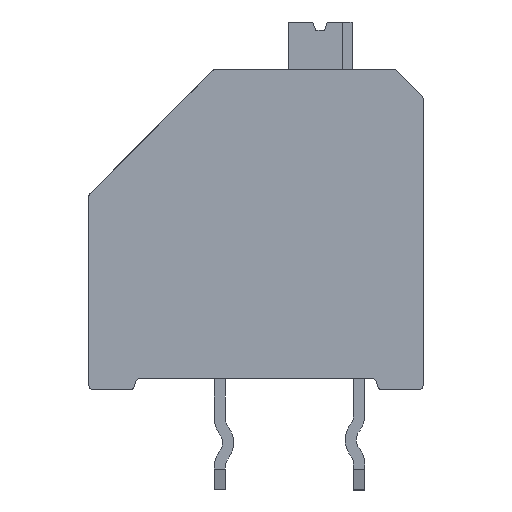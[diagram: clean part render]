
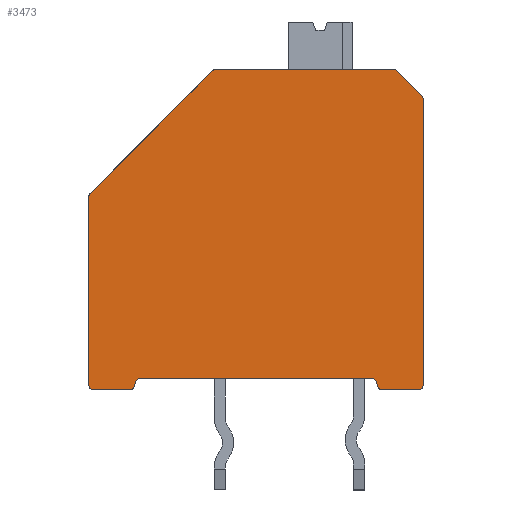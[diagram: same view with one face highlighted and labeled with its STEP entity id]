
A CAD part, front view. The second image highlights one B-rep face of the part: STEP entity #3473.
In plain terms, the highlighted planar face has unit normal (0, -1, 0).
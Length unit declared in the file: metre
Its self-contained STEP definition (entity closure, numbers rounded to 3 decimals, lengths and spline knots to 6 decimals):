
#225=CIRCLE('',#4101,0.00017);
#233=CIRCLE('',#4125,0.00017);
#234=CIRCLE('',#4126,0.00017);
#235=CIRCLE('',#4127,0.00017);
#236=CIRCLE('',#4128,0.00017);
#237=CIRCLE('',#4129,0.00017);
#238=CIRCLE('',#4130,0.00017);
#239=CIRCLE('',#4131,0.00017);
#240=CIRCLE('',#4132,0.00017);
#241=CIRCLE('',#4133,0.00017);
#743=ORIENTED_EDGE('',*,*,#1553,.F.);
#744=ORIENTED_EDGE('',*,*,#1554,.T.);
#745=ORIENTED_EDGE('',*,*,#1555,.T.);
#746=ORIENTED_EDGE('',*,*,#1556,.F.);
#747=ORIENTED_EDGE('',*,*,#1557,.T.);
#748=ORIENTED_EDGE('',*,*,#1558,.F.);
#749=ORIENTED_EDGE('',*,*,#1559,.T.);
#750=ORIENTED_EDGE('',*,*,#1560,.T.);
#751=ORIENTED_EDGE('',*,*,#1561,.F.);
#752=ORIENTED_EDGE('',*,*,#1562,.T.);
#753=ORIENTED_EDGE('',*,*,#1563,.T.);
#754=ORIENTED_EDGE('',*,*,#1564,.T.);
#755=ORIENTED_EDGE('',*,*,#1565,.F.);
#756=ORIENTED_EDGE('',*,*,#1566,.T.);
#757=ORIENTED_EDGE('',*,*,#1567,.T.);
#758=ORIENTED_EDGE('',*,*,#1506,.T.);
#759=ORIENTED_EDGE('',*,*,#1568,.F.);
#760=ORIENTED_EDGE('',*,*,#1569,.T.);
#761=ORIENTED_EDGE('',*,*,#1570,.T.);
#762=ORIENTED_EDGE('',*,*,#1571,.T.);
#1506=EDGE_CURVE('',#1944,#1943,#225,.T.);
#1553=EDGE_CURVE('',#1984,#1985,#2317,.T.);
#1554=EDGE_CURVE('',#1984,#1986,#233,.T.);
#1555=EDGE_CURVE('',#1986,#1987,#2318,.T.);
#1556=EDGE_CURVE('',#1988,#1987,#234,.T.);
#1557=EDGE_CURVE('',#1988,#1989,#2319,.T.);
#1558=EDGE_CURVE('',#1990,#1989,#235,.T.);
#1559=EDGE_CURVE('',#1990,#1991,#2320,.T.);
#1560=EDGE_CURVE('',#1991,#1992,#236,.T.);
#1561=EDGE_CURVE('',#1993,#1992,#2321,.T.);
#1562=EDGE_CURVE('',#1993,#1994,#237,.T.);
#1563=EDGE_CURVE('',#1994,#1995,#2322,.T.);
#1564=EDGE_CURVE('',#1995,#1996,#238,.T.);
#1565=EDGE_CURVE('',#1997,#1996,#2323,.T.);
#1566=EDGE_CURVE('',#1997,#1998,#239,.T.);
#1567=EDGE_CURVE('',#1998,#1944,#2324,.T.);
#1568=EDGE_CURVE('',#1999,#1943,#2325,.T.);
#1569=EDGE_CURVE('',#1999,#2000,#240,.T.);
#1570=EDGE_CURVE('',#2000,#2001,#2326,.T.);
#1571=EDGE_CURVE('',#2001,#1985,#241,.T.);
#1943=VERTEX_POINT('',#5819);
#1944=VERTEX_POINT('',#5821);
#1984=VERTEX_POINT('',#5919);
#1985=VERTEX_POINT('',#5920);
#1986=VERTEX_POINT('',#5922);
#1987=VERTEX_POINT('',#5924);
#1988=VERTEX_POINT('',#5926);
#1989=VERTEX_POINT('',#5928);
#1990=VERTEX_POINT('',#5930);
#1991=VERTEX_POINT('',#5932);
#1992=VERTEX_POINT('',#5934);
#1993=VERTEX_POINT('',#5936);
#1994=VERTEX_POINT('',#5938);
#1995=VERTEX_POINT('',#5940);
#1996=VERTEX_POINT('',#5942);
#1997=VERTEX_POINT('',#5944);
#1998=VERTEX_POINT('',#5946);
#1999=VERTEX_POINT('',#5949);
#2000=VERTEX_POINT('',#5951);
#2001=VERTEX_POINT('',#5953);
#2317=LINE('',#5918,#2651);
#2318=LINE('',#5923,#2652);
#2319=LINE('',#5927,#2653);
#2320=LINE('',#5931,#2654);
#2321=LINE('',#5935,#2655);
#2322=LINE('',#5939,#2656);
#2323=LINE('',#5943,#2657);
#2324=LINE('',#5947,#2658);
#2325=LINE('',#5948,#2659);
#2326=LINE('',#5952,#2660);
#2651=VECTOR('',#4805,1.);
#2652=VECTOR('',#4808,1.);
#2653=VECTOR('',#4811,1.);
#2654=VECTOR('',#4814,1.);
#2655=VECTOR('',#4817,1.);
#2656=VECTOR('',#4820,1.);
#2657=VECTOR('',#4823,1.);
#2658=VECTOR('',#4826,1.);
#2659=VECTOR('',#4827,1.);
#2660=VECTOR('',#4830,1.);
#2896=EDGE_LOOP('',(#743,#744,#745,#746,#747,#748,#749,#750,#751,#752,#753,
#754,#755,#756,#757,#758,#759,#760,#761,#762));
#3098=FACE_BOUND('',#2896,.T.);
#3276=PLANE('',#4124);
#3473=ADVANCED_FACE('',(#3098),#3276,.T.);
#4101=AXIS2_PLACEMENT_3D('',#5820,#4723,#4724);
#4124=AXIS2_PLACEMENT_3D('',#5917,#4803,#4804);
#4125=AXIS2_PLACEMENT_3D('',#5921,#4806,#4807);
#4126=AXIS2_PLACEMENT_3D('',#5925,#4809,#4810);
#4127=AXIS2_PLACEMENT_3D('',#5929,#4812,#4813);
#4128=AXIS2_PLACEMENT_3D('',#5933,#4815,#4816);
#4129=AXIS2_PLACEMENT_3D('',#5937,#4818,#4819);
#4130=AXIS2_PLACEMENT_3D('',#5941,#4821,#4822);
#4131=AXIS2_PLACEMENT_3D('',#5945,#4824,#4825);
#4132=AXIS2_PLACEMENT_3D('',#5950,#4828,#4829);
#4133=AXIS2_PLACEMENT_3D('',#5954,#4831,#4832);
#4723=DIRECTION('',(0.,-1.,0.));
#4724=DIRECTION('',(0.,0.,-1.));
#4803=DIRECTION('',(0.,-1.,0.));
#4804=DIRECTION('',(0.,0.,-1.));
#4805=DIRECTION('',(-1.,0.,0.));
#4806=DIRECTION('',(0.,-1.,0.));
#4807=DIRECTION('',(0.,0.,-1.));
#4808=DIRECTION('',(0.259,0.,0.966));
#4809=DIRECTION('',(0.,-1.,0.));
#4810=DIRECTION('',(0.,0.,-1.));
#4811=DIRECTION('',(1.,0.,0.));
#4812=DIRECTION('',(0.,-1.,0.));
#4813=DIRECTION('',(0.,0.,-1.));
#4814=DIRECTION('',(0.259,0.,-0.966));
#4815=DIRECTION('',(0.,-1.,0.));
#4816=DIRECTION('',(0.,0.,-1.));
#4817=DIRECTION('',(-1.,0.,0.));
#4818=DIRECTION('',(0.,-1.,0.));
#4819=DIRECTION('',(0.,0.,-1.));
#4820=DIRECTION('',(0.,0.,1.));
#4821=DIRECTION('',(0.,-1.,0.));
#4822=DIRECTION('',(0.,0.,-1.));
#4823=DIRECTION('',(0.707,0.,-0.707));
#4824=DIRECTION('',(0.,-1.,0.));
#4825=DIRECTION('',(0.,0.,-1.));
#4826=DIRECTION('',(-1.,0.,0.));
#4827=DIRECTION('',(0.707,0.,0.707));
#4828=DIRECTION('',(0.,-1.,0.));
#4829=DIRECTION('',(0.,0.,-1.));
#4830=DIRECTION('',(0.,0.,-1.));
#4831=DIRECTION('',(0.,-1.,0.));
#4832=DIRECTION('',(0.,0.,-1.));
#5819=CARTESIAN_POINT('',(0.00445,-0.00531,0.01128));
#5820=CARTESIAN_POINT('',(0.00457,-0.00531,0.01116));
#5821=CARTESIAN_POINT('',(0.00457,-0.00531,0.01133));
#5917=CARTESIAN_POINT('',(0.,-0.00531,0.));
#5918=CARTESIAN_POINT('',(0.006,-0.00531,-0.00017));
#5919=CARTESIAN_POINT('',(0.00147,-0.00531,-0.00017));
#5920=CARTESIAN_POINT('',(0.00017,-0.00531,-0.00017));
#5921=CARTESIAN_POINT('',(0.00147,-0.00531,0.));
#5922=CARTESIAN_POINT('',(0.001634,-0.00531,-0.000044));
#5923=CARTESIAN_POINT('',(0.001707,-0.00531,0.00023));
#5924=CARTESIAN_POINT('',(0.001673,-0.00531,0.000104));
#5925=CARTESIAN_POINT('',(0.001838,-0.00531,0.00006));
#5926=CARTESIAN_POINT('',(0.001838,-0.00531,0.00023));
#5927=CARTESIAN_POINT('',(0.010493,-0.00531,0.00023));
#5928=CARTESIAN_POINT('',(0.010162,-0.00531,0.00023));
#5929=CARTESIAN_POINT('',(0.010162,-0.00531,0.00006));
#5930=CARTESIAN_POINT('',(0.010327,-0.00531,0.000104));
#5931=CARTESIAN_POINT('',(0.010774,-0.00531,-0.001566));
#5932=CARTESIAN_POINT('',(0.010366,-0.00531,-0.000044));
#5933=CARTESIAN_POINT('',(0.01053,-0.00531,0.));
#5934=CARTESIAN_POINT('',(0.01053,-0.00531,-0.00017));
#5935=CARTESIAN_POINT('',(0.006,-0.00531,-0.00017));
#5936=CARTESIAN_POINT('',(0.01183,-0.00531,-0.00017));
#5937=CARTESIAN_POINT('',(0.01183,-0.00531,0.));
#5938=CARTESIAN_POINT('',(0.012,-0.00531,0.));
#5939=CARTESIAN_POINT('',(0.012,-0.00531,-0.00377));
#5940=CARTESIAN_POINT('',(0.012,-0.00531,0.01026));
#5941=CARTESIAN_POINT('',(0.01183,-0.00531,0.01026));
#5942=CARTESIAN_POINT('',(0.01195,-0.00531,0.01038));
#5943=CARTESIAN_POINT('',(0.0115,-0.00531,0.01083));
#5944=CARTESIAN_POINT('',(0.01105,-0.00531,0.01128));
#5945=CARTESIAN_POINT('',(0.01093,-0.00531,0.01116));
#5946=CARTESIAN_POINT('',(0.01093,-0.00531,0.01133));
#5947=CARTESIAN_POINT('',(0.012,-0.00531,0.01133));
#5948=CARTESIAN_POINT('',(0.001847,-0.00531,0.008677));
#5949=CARTESIAN_POINT('',(0.00005,-0.00531,0.00688));
#5950=CARTESIAN_POINT('',(0.00017,-0.00531,0.00676));
#5951=CARTESIAN_POINT('',(0.,-0.00531,0.00676));
#5952=CARTESIAN_POINT('',(0.,-0.00531,0.01303));
#5953=CARTESIAN_POINT('',(0.,-0.00531,0.));
#5954=CARTESIAN_POINT('',(0.00017,-0.00531,0.));
